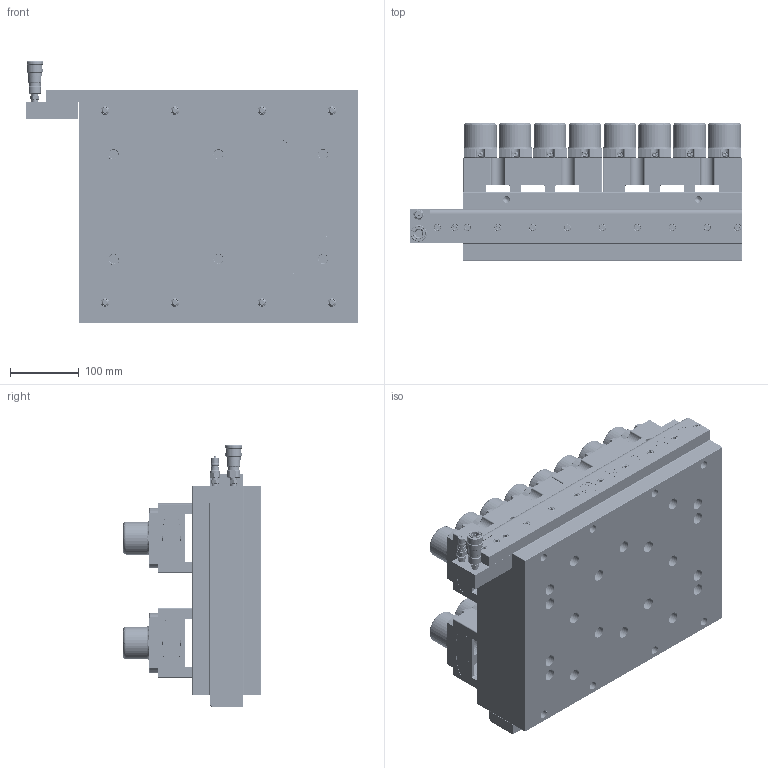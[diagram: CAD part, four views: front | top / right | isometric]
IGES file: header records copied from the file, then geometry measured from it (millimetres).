
Start section: SolidWorks IGES file using analytic representation for surfaces
Global section: file name: 3420-5C16-DL-CP [ 16 STATION 5C ASSEMBLY ].IGS; native system: SolidWorks 2022; preprocessor: SolidWorks 2022; author: mloukes; date: 221010.121922; units: inch
Bounding box: 483.24 x 199.92 x 382.7 mm (x, y, z)
Surface area: 2216259.1 mm2 (no closed solid volume)
Topology: 0 solids, 0 shells, 13635 faces, 201731 edges, 201143 vertices
Faces by surface type: revolution 8159, bspline 5476
